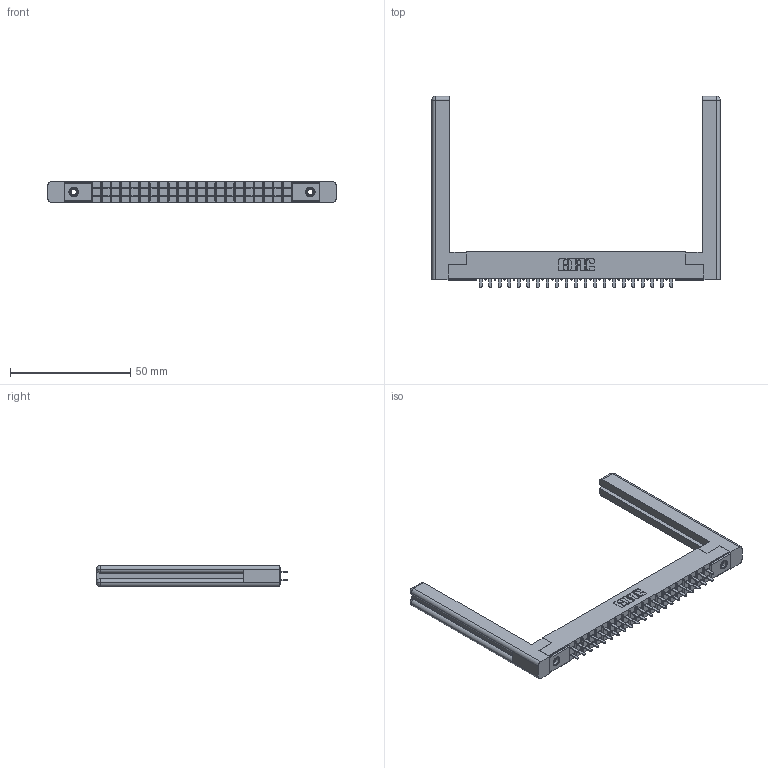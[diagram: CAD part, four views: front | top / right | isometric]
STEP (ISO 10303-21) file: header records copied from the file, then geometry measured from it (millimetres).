
FILE_DESCRIPTION (( 'STEP AP203' ), '1' );
FILE_NAME ('315-042-521-258.STEP', '2019-09-10T17:34:40', ( '' ), ( '' ), 'SwSTEP 2.0', 'SolidWorks 2016', '' );
FILE_SCHEMA (( 'CONFIG_CONTROL_DESIGN' ));
Length unit declared in the file: inch
Products named in the file (5): 345-250-001_345-250-001-102; 305-290-001_521; 307-220-058; 315-042-521-258; 305 Part_.156 Dia
Assembly tree (47 placements, depth 2):
  315-042-521-258
    305 Part_.156 Dia
    305-290-001_521  x42
    345-250-001_345-250-001-102  x2
    307-220-058  x2
Bounding box: 119.84 x 79.5 x 8.71 mm (x, y, z)
Volume: 15205.6 mm3; surface area: 18932.2 mm2
Topology: 47 solids, 47 shells, 2190 faces, 6193 edges, 4002 vertices
Faces by surface type: plane 1286, cylinder 796, sphere 84, cone 12, torus 12
Entity records: 27807 total; most frequent: CARTESIAN_POINT 4616, ORIENTED_EDGE 4520, DIRECTION 4444, EDGE_CURVE 2260, LINE 1796, VECTOR 1796, VERTEX_POINT 1442, AXIS2_PLACEMENT_3D 1324
